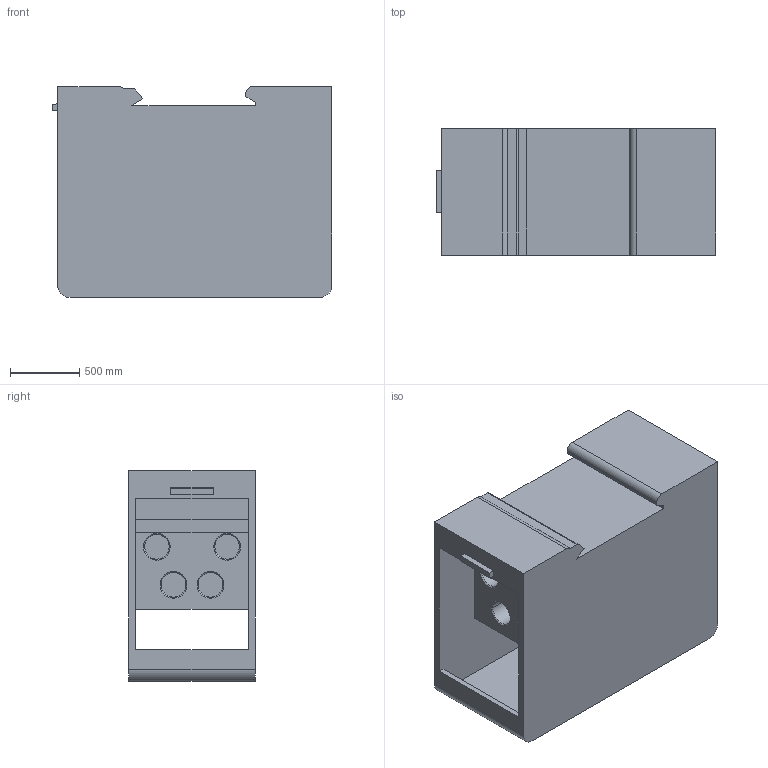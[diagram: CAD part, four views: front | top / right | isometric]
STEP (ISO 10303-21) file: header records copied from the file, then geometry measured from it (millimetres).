
FILE_DESCRIPTION((''),'2;1');
FILE_NAME('UJFX1-2_70_70_10_4','2022-10-25T',('ASUS'),(''),'PRO/ENGINEER BY PARAMETRIC TECHNOLOGY CORPORATION, 2013230','PRO/ENGINEER BY PARAMETRIC TECHNOLOGY CORPORATION, 2013230','');
FILE_SCHEMA(('CONFIG_CONTROL_DESIGN'));
Length unit declared in the file: inch
Products named in the file (1): UJFX1-2_70_70_10_4
Bounding box: 2022.11 x 914.4 x 1524 mm (x, y, z)
Volume: 1192692337.6 mm3; surface area: 21455833.4 mm2
Topology: 1 solids, 1 shells, 80 faces, 215 edges, 142 vertices
Faces by surface type: plane 51, cylinder 21, cone 8
Entity records: 2566 total; most frequent: CARTESIAN_POINT 437, ORIENTED_EDGE 430, DIRECTION 429, EDGE_CURVE 215, VECTOR 161, LINE 161, VERTEX_POINT 142, AXIS2_PLACEMENT_3D 134
